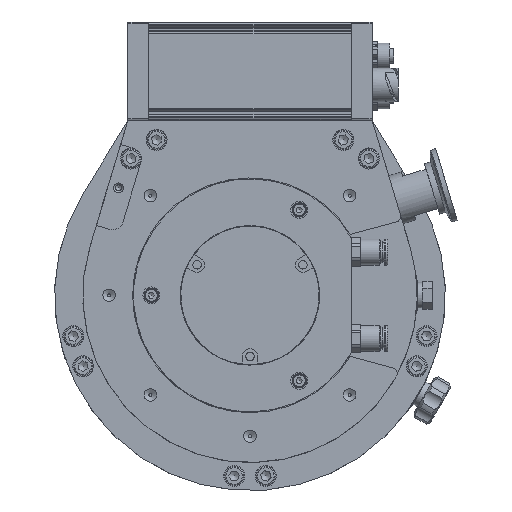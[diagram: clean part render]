
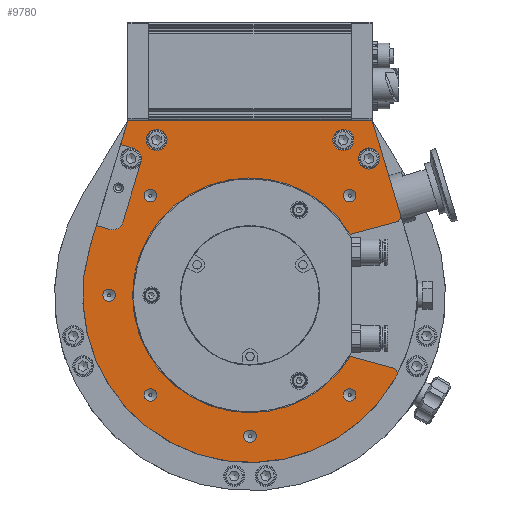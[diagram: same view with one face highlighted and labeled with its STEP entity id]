
A CAD part, front view. The second image highlights one B-rep face of the part: STEP entity #9780.
In plain terms, the highlighted planar face has unit normal (0, -1, 0).
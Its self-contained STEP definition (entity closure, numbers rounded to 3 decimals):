
#8052=CARTESIAN_POINT('',(-81.747,-76.,37.228));
#8053=VERTEX_POINT('',#8052);
#8060=CARTESIAN_POINT('',(-74.641,-76.,35.094));
#8061=VERTEX_POINT('',#8060);
#8062=CARTESIAN_POINT('',(-74.641,-76.,35.094));
#8063=DIRECTION('',(-0.958,0.,0.288));
#8064=VECTOR('',#8063,7.42);
#8065=LINE('',#8062,#8064);
#8066=EDGE_CURVE('',#8061,#8053,#8065,.T.);
#8084=CARTESIAN_POINT('',(-67.667,-76.,38.847));
#8085=VERTEX_POINT('',#8084);
#8086=CARTESIAN_POINT('',(-73.03,-76.,40.457));
#8087=DIRECTION('',(0.,1.0,0.));
#8088=DIRECTION('',(0.958,0.,-0.288));
#8089=AXIS2_PLACEMENT_3D('',#8086,#8087,#8088);
#8090=CIRCLE('',#8089,5.6);
#8091=EDGE_CURVE('',#8085,#8061,#8090,.T.);
#8109=CARTESIAN_POINT('',(-57.946,-76.,71.219));
#8110=VERTEX_POINT('',#8109);
#8111=CARTESIAN_POINT('',(-57.946,-76.,71.219));
#8112=DIRECTION('',(-0.288,0.,-0.958));
#8113=VECTOR('',#8112,33.8);
#8114=LINE('',#8111,#8113);
#8115=EDGE_CURVE('',#8110,#8085,#8114,.T.);
#8132=CARTESIAN_POINT('',(-61.699,-76.,78.193));
#8133=VERTEX_POINT('',#8132);
#8140=CARTESIAN_POINT('',(-68.805,-76.,80.327));
#8141=VERTEX_POINT('',#8140);
#8142=CARTESIAN_POINT('',(-68.805,-76.,80.327));
#8143=DIRECTION('',(0.958,0.,-0.288));
#8144=VECTOR('',#8143,7.42);
#8145=LINE('',#8142,#8144);
#8146=EDGE_CURVE('',#8141,#8133,#8145,.T.);
#8165=CARTESIAN_POINT('',(-65.,-76.,93.));
#8166=VERTEX_POINT('',#8165);
#8167=CARTESIAN_POINT('',(-65.,-76.,93.));
#8168=DIRECTION('',(-0.288,0.,-0.958));
#8169=VECTOR('',#8168,13.232);
#8170=LINE('',#8167,#8169);
#8171=EDGE_CURVE('',#8166,#8141,#8170,.T.);
#8197=CARTESIAN_POINT('',(-85.24,-76.,25.596));
#8198=VERTEX_POINT('',#8197);
#8205=CARTESIAN_POINT('',(-81.747,-76.,37.228));
#8206=DIRECTION('',(-0.288,0.,-0.958));
#8207=VECTOR('',#8206,12.145);
#8208=LINE('',#8205,#8207);
#8209=EDGE_CURVE('',#8053,#8198,#8208,.T.);
#8663=CARTESIAN_POINT('',(44.101,-76.,82.717));
#8664=VERTEX_POINT('',#8663);
#8665=CARTESIAN_POINT('',(49.701,-76.,82.717));
#8666=DIRECTION('',(0.0,1.0,0.0));
#8667=DIRECTION('',(-1.0,0.0,0.0));
#8668=AXIS2_PLACEMENT_3D('',#8665,#8666,#8667);
#8669=CIRCLE('',#8668,5.6);
#8670=EDGE_CURVE('',#8664,#8664,#8669,.T.);
#8703=CARTESIAN_POINT('',(-55.301,-76.,82.717));
#8704=VERTEX_POINT('',#8703);
#8705=CARTESIAN_POINT('',(-49.701,-76.,82.717));
#8706=DIRECTION('',(0.0,1.0,0.0));
#8707=DIRECTION('',(-1.0,0.0,0.0));
#8708=AXIS2_PLACEMENT_3D('',#8705,#8706,#8707);
#8709=CIRCLE('',#8708,5.6);
#8710=EDGE_CURVE('',#8704,#8704,#8709,.T.);
#8745=CARTESIAN_POINT('',(-63.31,-76.,72.829));
#8746=DIRECTION('',(0.0,1.0,0.0));
#8747=DIRECTION('',(-1.0,0.0,0.0));
#8748=AXIS2_PLACEMENT_3D('',#8745,#8746,#8747);
#8749=CIRCLE('',#8748,5.6);
#8750=EDGE_CURVE('',#8133,#8110,#8749,.T.);
#8784=CARTESIAN_POINT('',(57.71,-76.,72.829));
#8785=VERTEX_POINT('',#8784);
#8786=CARTESIAN_POINT('',(63.31,-76.,72.829));
#8787=DIRECTION('',(0.0,1.0,0.0));
#8788=DIRECTION('',(-1.0,0.0,0.0));
#8789=AXIS2_PLACEMENT_3D('',#8786,#8787,#8788);
#8790=CIRCLE('',#8789,5.6);
#8791=EDGE_CURVE('',#8785,#8785,#8790,.T.);
#9419=CARTESIAN_POINT('',(56.357,-76.,-53.033));
#9420=VERTEX_POINT('',#9419);
#9421=CARTESIAN_POINT('',(53.033,-76.,-53.033));
#9422=DIRECTION('',(0.0,1.0,0.0));
#9423=DIRECTION('',(1.0,0.0,0.0));
#9424=AXIS2_PLACEMENT_3D('',#9421,#9422,#9423);
#9425=CIRCLE('',#9424,3.324);
#9426=EDGE_CURVE('',#9420,#9420,#9425,.T.);
#9459=CARTESIAN_POINT('',(2.35,-76.,-77.35));
#9460=VERTEX_POINT('',#9459);
#9461=CARTESIAN_POINT('',(0.,-76.,-75.));
#9462=DIRECTION('',(0.,1.,0.));
#9463=DIRECTION('',(0.707,0.,-0.707));
#9464=AXIS2_PLACEMENT_3D('',#9461,#9462,#9463);
#9465=CIRCLE('',#9464,3.324);
#9466=EDGE_CURVE('',#9460,#9460,#9465,.T.);
#9499=CARTESIAN_POINT('',(-53.033,-76.,-56.357));
#9500=VERTEX_POINT('',#9499);
#9501=CARTESIAN_POINT('',(-53.033,-76.,-53.033));
#9502=DIRECTION('',(0.0,1.0,0.0));
#9503=DIRECTION('',(0.0,0.0,-1.0));
#9504=AXIS2_PLACEMENT_3D('',#9501,#9502,#9503);
#9505=CIRCLE('',#9504,3.324);
#9506=EDGE_CURVE('',#9500,#9500,#9505,.T.);
#9539=CARTESIAN_POINT('',(-77.35,-76.0,-2.35));
#9540=VERTEX_POINT('',#9539);
#9541=CARTESIAN_POINT('',(-75.,-76.0,0.));
#9542=DIRECTION('',(0.,1.,0.));
#9543=DIRECTION('',(-0.707,0.,-0.707));
#9544=AXIS2_PLACEMENT_3D('',#9541,#9542,#9543);
#9545=CIRCLE('',#9544,3.324);
#9546=EDGE_CURVE('',#9540,#9540,#9545,.T.);
#9579=CARTESIAN_POINT('',(-56.357,-76.,53.033));
#9580=VERTEX_POINT('',#9579);
#9581=CARTESIAN_POINT('',(-53.033,-76.,53.033));
#9582=DIRECTION('',(0.0,1.0,0.0));
#9583=DIRECTION('',(-1.0,0.0,0.0));
#9584=AXIS2_PLACEMENT_3D('',#9581,#9582,#9583);
#9585=CIRCLE('',#9584,3.324);
#9586=EDGE_CURVE('',#9580,#9580,#9585,.T.);
#9619=CARTESIAN_POINT('',(49.71,-76.,53.033));
#9620=VERTEX_POINT('',#9619);
#9621=CARTESIAN_POINT('',(53.033,-76.,53.033));
#9622=DIRECTION('',(0.0,1.0,0.0));
#9623=DIRECTION('',(-1.0,0.0,0.0));
#9624=AXIS2_PLACEMENT_3D('',#9621,#9622,#9623);
#9625=CIRCLE('',#9624,3.324);
#9626=EDGE_CURVE('',#9620,#9620,#9625,.T.);
#9639=CARTESIAN_POINT('',(80.06,-76.,42.846));
#9640=VERTEX_POINT('',#9639);
#9641=CARTESIAN_POINT('',(77.963,-76.,39.086));
#9642=VERTEX_POINT('',#9641);
#9643=CARTESIAN_POINT('',(77.187,-76.,41.983));
#9644=DIRECTION('',(0.,1.0,0.));
#9645=DIRECTION('',(0.873,0.,-0.487));
#9646=AXIS2_PLACEMENT_3D('',#9643,#9644,#9645);
#9647=CIRCLE('',#9646,3.0);
#9648=EDGE_CURVE('',#9640,#9642,#9647,.T.);
#9672=CARTESIAN_POINT('',(53.385,-76.,32.5));
#9673=VERTEX_POINT('',#9672);
#9674=CARTESIAN_POINT('',(53.385,-76.,32.5));
#9675=DIRECTION('',(0.966,0.,0.259));
#9676=VECTOR('',#9675,25.445);
#9677=LINE('',#9674,#9676);
#9678=EDGE_CURVE('',#9673,#9642,#9677,.T.);
#9690=CARTESIAN_POINT('',(55.,-76.,4.259));
#9691=DIRECTION('',(0.0,-1.0,0.0));
#9692=DIRECTION('',(0.0,0.0,-1.0));
#9693=AXIS2_PLACEMENT_3D('',#9690,#9691,#9692);
#9694=PLANE('',#9693);
#9695=ORIENTED_EDGE('',*,*,#8066,.T.);
#9696=ORIENTED_EDGE('',*,*,#8209,.T.);
#9697=CARTESIAN_POINT('',(77.96,-76.,-42.934));
#9698=VERTEX_POINT('',#9697);
#9699=CARTESIAN_POINT('',(0.,-76.0,0.));
#9700=DIRECTION('',(0.,-1.,0.));
#9701=DIRECTION('',(-0.958,0.,-0.288));
#9702=AXIS2_PLACEMENT_3D('',#9699,#9700,#9701);
#9703=CIRCLE('',#9702,89.0);
#9704=EDGE_CURVE('',#8198,#9698,#9703,.T.);
#9705=ORIENTED_EDGE('',*,*,#9704,.T.);
#9706=CARTESIAN_POINT('',(76.108,-76.,-38.589));
#9707=VERTEX_POINT('',#9706);
#9708=CARTESIAN_POINT('',(75.332,-76.,-41.486));
#9709=DIRECTION('',(0.,1.0,0.));
#9710=DIRECTION('',(0.92,0.,0.392));
#9711=AXIS2_PLACEMENT_3D('',#9708,#9709,#9710);
#9712=CIRCLE('',#9711,3.);
#9713=EDGE_CURVE('',#9707,#9698,#9712,.T.);
#9714=ORIENTED_EDGE('',*,*,#9713,.F.);
#9715=CARTESIAN_POINT('',(53.385,-76.,-32.5));
#9716=VERTEX_POINT('',#9715);
#9717=CARTESIAN_POINT('',(76.108,-76.,-38.589));
#9718=DIRECTION('',(-0.966,0.,0.259));
#9719=VECTOR('',#9718,23.524);
#9720=LINE('',#9717,#9719);
#9721=EDGE_CURVE('',#9707,#9716,#9720,.T.);
#9722=ORIENTED_EDGE('',*,*,#9721,.T.);
#9723=CARTESIAN_POINT('',(0.,-76.0,0.));
#9724=DIRECTION('',(0.0,1.0,0.0));
#9725=DIRECTION('',(1.0,0.0,0.0));
#9726=AXIS2_PLACEMENT_3D('',#9723,#9724,#9725);
#9727=CIRCLE('',#9726,62.5);
#9728=EDGE_CURVE('',#9716,#9673,#9727,.T.);
#9729=ORIENTED_EDGE('',*,*,#9728,.T.);
#9730=ORIENTED_EDGE('',*,*,#9678,.T.);
#9731=ORIENTED_EDGE('',*,*,#9648,.F.);
#9732=CARTESIAN_POINT('',(65.,-76.,93.));
#9733=VERTEX_POINT('',#9732);
#9734=CARTESIAN_POINT('',(80.06,-76.,42.846));
#9735=DIRECTION('',(-0.288,0.,0.958));
#9736=VECTOR('',#9735,52.366);
#9737=LINE('',#9734,#9736);
#9738=EDGE_CURVE('',#9640,#9733,#9737,.T.);
#9739=ORIENTED_EDGE('',*,*,#9738,.T.);
#9740=CARTESIAN_POINT('',(65.,-76.,93.));
#9741=DIRECTION('',(-1.0,0.0,0.0));
#9742=VECTOR('',#9741,130.0);
#9743=LINE('',#9740,#9742);
#9744=EDGE_CURVE('',#9733,#8166,#9743,.T.);
#9745=ORIENTED_EDGE('',*,*,#9744,.T.);
#9746=ORIENTED_EDGE('',*,*,#8171,.T.);
#9747=ORIENTED_EDGE('',*,*,#8146,.T.);
#9748=ORIENTED_EDGE('',*,*,#8750,.T.);
#9749=ORIENTED_EDGE('',*,*,#8115,.T.);
#9750=ORIENTED_EDGE('',*,*,#8091,.T.);
#9751=EDGE_LOOP('',(#9695,#9696,#9705,#9714,#9722,#9729,#9730,#9731,#9739,#9745,#9746,#9747,#9748,#9749,#9750));
#9752=FACE_OUTER_BOUND('',#9751,.T.);
#9753=ORIENTED_EDGE('',*,*,#8670,.T.);
#9754=EDGE_LOOP('',(#9753));
#9755=FACE_BOUND('',#9754,.T.);
#9756=ORIENTED_EDGE('',*,*,#8710,.T.);
#9757=EDGE_LOOP('',(#9756));
#9758=FACE_BOUND('',#9757,.T.);
#9759=ORIENTED_EDGE('',*,*,#8791,.T.);
#9760=EDGE_LOOP('',(#9759));
#9761=FACE_BOUND('',#9760,.T.);
#9762=ORIENTED_EDGE('',*,*,#9426,.T.);
#9763=EDGE_LOOP('',(#9762));
#9764=FACE_BOUND('',#9763,.T.);
#9765=ORIENTED_EDGE('',*,*,#9466,.T.);
#9766=EDGE_LOOP('',(#9765));
#9767=FACE_BOUND('',#9766,.T.);
#9768=ORIENTED_EDGE('',*,*,#9506,.T.);
#9769=EDGE_LOOP('',(#9768));
#9770=FACE_BOUND('',#9769,.T.);
#9771=ORIENTED_EDGE('',*,*,#9546,.T.);
#9772=EDGE_LOOP('',(#9771));
#9773=FACE_BOUND('',#9772,.T.);
#9774=ORIENTED_EDGE('',*,*,#9586,.T.);
#9775=EDGE_LOOP('',(#9774));
#9776=FACE_BOUND('',#9775,.T.);
#9777=ORIENTED_EDGE('',*,*,#9626,.T.);
#9778=EDGE_LOOP('',(#9777));
#9779=FACE_BOUND('',#9778,.T.);
#9780=ADVANCED_FACE('',(#9752,#9755,#9758,#9761,#9764,#9767,#9770,#9773,#9776,#9779),#9694,.T.);
